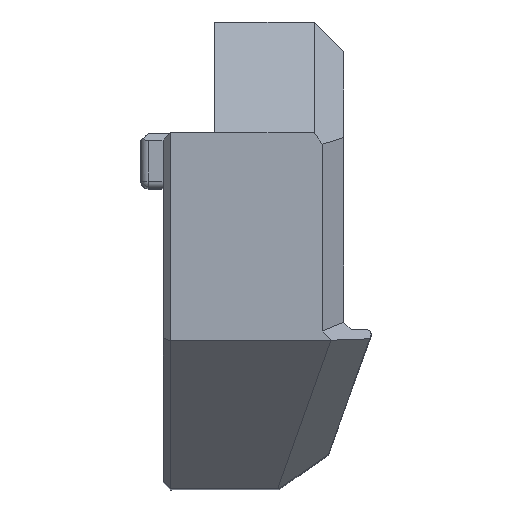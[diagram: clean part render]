
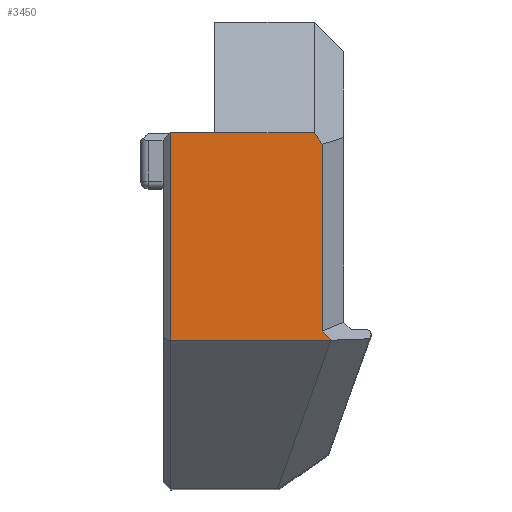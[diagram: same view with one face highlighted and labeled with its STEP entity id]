
A CAD part, top view. The second image highlights one B-rep face of the part: STEP entity #3450.
In plain terms, the highlighted planar face has unit normal (0, 0, 1).
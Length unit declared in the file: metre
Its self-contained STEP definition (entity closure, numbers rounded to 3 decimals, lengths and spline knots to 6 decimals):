
#592=ORIENTED_EDGE('',*,*,#1523,.F.);
#593=ORIENTED_EDGE('',*,*,#1522,.F.);
#594=ORIENTED_EDGE('',*,*,#1443,.F.);
#595=ORIENTED_EDGE('',*,*,#1424,.F.);
#596=ORIENTED_EDGE('',*,*,#1457,.T.);
#597=ORIENTED_EDGE('',*,*,#1524,.F.);
#598=ORIENTED_EDGE('',*,*,#1525,.T.);
#599=ORIENTED_EDGE('',*,*,#1507,.F.);
#600=ORIENTED_EDGE('',*,*,#1503,.F.);
#1424=EDGE_CURVE('',#1917,#1916,#2269,.T.);
#1443=EDGE_CURVE('',#1916,#1934,#2288,.T.);
#1457=EDGE_CURVE('',#1917,#1945,#2302,.T.);
#1503=EDGE_CURVE('',#1973,#1975,#2334,.T.);
#1507=EDGE_CURVE('',#1975,#1939,#2338,.T.);
#1522=EDGE_CURVE('',#1934,#1985,#2353,.T.);
#1523=EDGE_CURVE('',#1985,#1973,#2354,.T.);
#1524=EDGE_CURVE('',#1986,#1945,#2355,.T.);
#1525=EDGE_CURVE('',#1986,#1939,#2356,.T.);
#1916=VERTEX_POINT('',#4702);
#1917=VERTEX_POINT('',#4705);
#1934=VERTEX_POINT('',#4745);
#1939=VERTEX_POINT('',#4758);
#1945=VERTEX_POINT('',#4775);
#1973=VERTEX_POINT('',#4865);
#1975=VERTEX_POINT('',#4868);
#1985=VERTEX_POINT('',#4902);
#1986=VERTEX_POINT('',#4907);
#2269=LINE('',#4706,#2597);
#2288=LINE('',#4744,#2616);
#2302=LINE('',#4774,#2630);
#2334=LINE('',#4867,#2662);
#2338=LINE('',#4875,#2666);
#2353=LINE('',#4903,#2681);
#2354=LINE('',#4905,#2682);
#2355=LINE('',#4906,#2683);
#2356=LINE('',#4908,#2684);
#2597=VECTOR('',#3965,1.);
#2616=VECTOR('',#3990,1.);
#2630=VECTOR('',#4014,1.);
#2662=VECTOR('',#4108,1.);
#2666=VECTOR('',#4114,1.);
#2681=VECTOR('',#4139,1.);
#2682=VECTOR('',#4142,1.);
#2683=VECTOR('',#4143,1.);
#2684=VECTOR('',#4144,1.);
#2918=EDGE_LOOP('',(#592,#593,#594,#595,#596,#597,#598,#599,#600));
#3127=FACE_BOUND('',#2918,.T.);
#3316=PLANE('',#3687);
#3450=ADVANCED_FACE('',(#3127),#3316,.F.);
#3687=AXIS2_PLACEMENT_3D('',#4904,#4140,#4141);
#3965=DIRECTION('',(0.577,-0.816,0.));
#3990=DIRECTION('',(0.,-1.,0.));
#4014=DIRECTION('',(-1.,0.,0.));
#4108=DIRECTION('',(-1.,0.,0.));
#4114=DIRECTION('',(0.,1.,0.));
#4139=DIRECTION('',(0.707,-0.707,0.));
#4140=DIRECTION('',(0.,0.,-1.));
#4141=DIRECTION('',(1.,0.,0.));
#4142=DIRECTION('',(-0.743,-0.669,0.));
#4143=DIRECTION('',(0.,1.,0.));
#4144=DIRECTION('',(-1.,0.,0.));
#4702=CARTESIAN_POINT('',(0.004339,0.003683,0.047999));
#4705=CARTESIAN_POINT('',(0.003893,0.004312,0.047999));
#4706=CARTESIAN_POINT('',(0.004917,0.002864,0.047999));
#4744=CARTESIAN_POINT('',(0.004339,-0.00468,0.047999));
#4745=CARTESIAN_POINT('',(0.004339,-0.006428,0.047999));
#4758=CARTESIAN_POINT('',(-0.003893,0.004311,0.047999));
#4774=CARTESIAN_POINT('',(0.001377,0.004312,0.047999));
#4775=CARTESIAN_POINT('',(-0.001493,0.004312,0.047999));
#4865=CARTESIAN_POINT('',(0.004793,-0.006969,0.047999));
#4867=CARTESIAN_POINT('',(-0.001458,-0.006969,0.047999));
#4868=CARTESIAN_POINT('',(-0.003893,-0.006969,0.047999));
#4875=CARTESIAN_POINT('',(-0.003893,0.0004,0.047999));
#4902=CARTESIAN_POINT('',(0.004839,-0.006928,0.047999));
#4903=CARTESIAN_POINT('',(0.003138,-0.005228,0.047999));
#4904=CARTESIAN_POINT('',(0.001377,-0.00351,0.047999));
#4905=CARTESIAN_POINT('',(0.003621,-0.008024,0.047999));
#4906=CARTESIAN_POINT('',(-0.001493,0.002401,0.047999));
#4907=CARTESIAN_POINT('',(-0.001493,0.004311,0.047999));
#4908=CARTESIAN_POINT('',(-0.001458,0.004311,0.047999));
